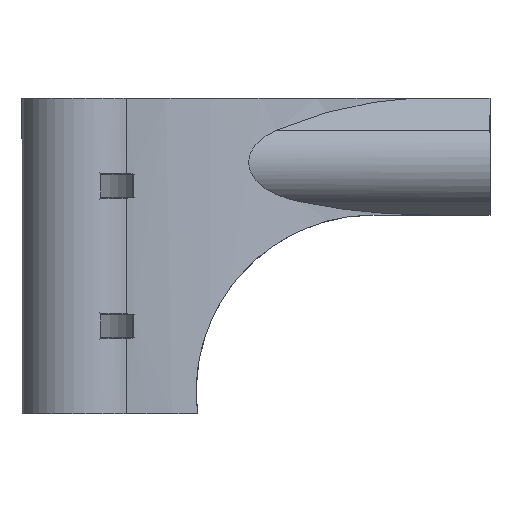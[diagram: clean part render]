
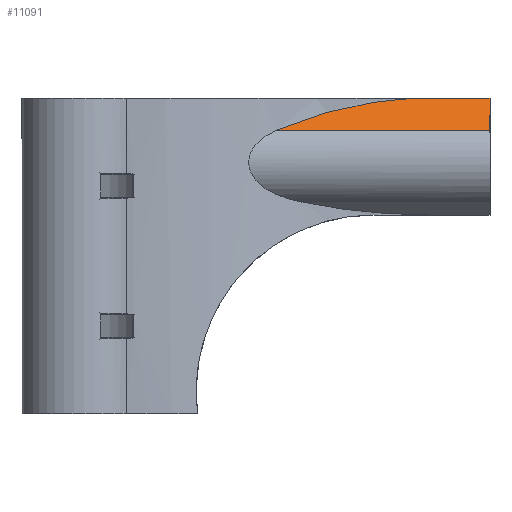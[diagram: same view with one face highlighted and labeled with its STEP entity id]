
A CAD part, left-side view. The second image highlights one B-rep face of the part: STEP entity #11091.
In plain terms, the highlighted planar face has unit normal (-0.707, 0, 0.707).
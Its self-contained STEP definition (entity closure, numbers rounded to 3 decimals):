
#901 = PLANE('',#902);
#902 = AXIS2_PLACEMENT_3D('',#903,#904,#905);
#903 = CARTESIAN_POINT('',(0.,70.,54.));
#904 = DIRECTION('',(0.,0.,1.));
#905 = DIRECTION('',(1.,0.,0.));
#2077 = VERTEX_POINT('',#2078);
#2078 = CARTESIAN_POINT('',(-28.,10.,54.));
#2093 = CYLINDRICAL_SURFACE('',#2094,66.569);
#2094 = AXIS2_PLACEMENT_3D('',#2095,#2096,#2097);
#2095 = CARTESIAN_POINT('',(-94.569,10.,0.));
#2096 = DIRECTION('',(0.,0.,-1.));
#2097 = DIRECTION('',(1.,0.,0.));
#2105 = EDGE_CURVE('',#2106,#2077,#2108,.T.);
#2106 = VERTEX_POINT('',#2107);
#2107 = CARTESIAN_POINT('',(-28.,0.,54.));
#2108 = SURFACE_CURVE('',#2109,(#2113,#2120),.PCURVE_S1.);
#2109 = LINE('',#2110,#2111);
#2110 = CARTESIAN_POINT('',(-28.,0.,54.));
#2111 = VECTOR('',#2112,1.);
#2112 = DIRECTION('',(0.,1.,0.));
#2113 = PCURVE('',#901,#2114);
#2114 = DEFINITIONAL_REPRESENTATION('',(#2115),#2119);
#2115 = LINE('',#2116,#2117);
#2116 = CARTESIAN_POINT('',(-28.,-70.));
#2117 = VECTOR('',#2118,1.);
#2118 = DIRECTION('',(0.,1.));
#2119 = ( GEOMETRIC_REPRESENTATION_CONTEXT(2) 
PARAMETRIC_REPRESENTATION_CONTEXT() REPRESENTATION_CONTEXT('2D SPACE',''
  ) );
#2120 = PCURVE('',#2121,#2126);
#2121 = PLANE('',#2122);
#2122 = AXIS2_PLACEMENT_3D('',#2123,#2124,#2125);
#2123 = CARTESIAN_POINT('',(-33.5,0.,
    48.5));
#2124 = DIRECTION('',(0.707,0.,-0.707));
#2125 = DIRECTION('',(0.707,0.,0.707)
  );
#2126 = DEFINITIONAL_REPRESENTATION('',(#2127),#2131);
#2127 = LINE('',#2128,#2129);
#2128 = CARTESIAN_POINT('',(7.778,0.));
#2129 = VECTOR('',#2130,1.);
#2130 = DIRECTION('',(0.,-1.));
#2131 = ( GEOMETRIC_REPRESENTATION_CONTEXT(2) 
PARAMETRIC_REPRESENTATION_CONTEXT() REPRESENTATION_CONTEXT('2D SPACE',''
  ) );
#8862 = CYLINDRICAL_SURFACE('',#8863,7.778);
#8863 = AXIS2_PLACEMENT_3D('',#8864,#8865,#8866);
#8864 = CARTESIAN_POINT('',(-28.,0.,43.));
#8865 = DIRECTION('',(0.,-1.,0.));
#8866 = DIRECTION('',(1.,0.,0.));
#9422 = VERTEX_POINT('',#9423);
#9423 = CARTESIAN_POINT('',(-33.5,36.495,
    48.5));
#9837 = EDGE_CURVE('',#9422,#2077,#9838,.T.);
#9838 = SURFACE_CURVE('',#9839,(#9844,#9857),.PCURVE_S1.);
#9839 = ELLIPSE('',#9840,94.143,66.569);
#9840 = AXIS2_PLACEMENT_3D('',#9841,#9842,#9843);
#9841 = CARTESIAN_POINT('',(-94.569,10.,-12.569));
#9842 = DIRECTION('',(0.707,0.,-0.707));
#9843 = DIRECTION('',(-0.707,0.,-0.707));
#9844 = PCURVE('',#2093,#9845);
#9845 = DEFINITIONAL_REPRESENTATION('',(#9846),#9856);
#9846 = B_SPLINE_CURVE_WITH_KNOTS('',8,(#9847,#9848,#9849,#9850,#9851,
    #9852,#9853,#9854,#9855),.UNSPECIFIED.,.F.,.F.,(9,9),(2.712,
    3.142),.PIECEWISE_BEZIER_KNOTS.);
#9847 = CARTESIAN_POINT('',(-0.43,-47.95));
#9848 = CARTESIAN_POINT('',(-0.376,-49.439));
#9849 = CARTESIAN_POINT('',(-0.322,-50.729));
#9850 = CARTESIAN_POINT('',(-0.269,-51.812));
#9851 = CARTESIAN_POINT('',(-0.215,-52.685));
#9852 = CARTESIAN_POINT('',(-0.161,-53.342));
#9853 = CARTESIAN_POINT('',(-0.107,-53.781));
#9854 = CARTESIAN_POINT('',(-0.054,-54.));
#9855 = CARTESIAN_POINT('',(0.,-54.));
#9856 = ( GEOMETRIC_REPRESENTATION_CONTEXT(2) 
PARAMETRIC_REPRESENTATION_CONTEXT() REPRESENTATION_CONTEXT('2D SPACE',''
  ) );
#9857 = PCURVE('',#2121,#9858);
#9858 = DEFINITIONAL_REPRESENTATION('',(#9859),#9863);
#9859 = ELLIPSE('',#9860,94.143,66.569);
#9860 = AXIS2_PLACEMENT_2D('',#9861,#9862);
#9861 = CARTESIAN_POINT('',(-86.365,-10.));
#9862 = DIRECTION('',(-1.,0.));
#9863 = ( GEOMETRIC_REPRESENTATION_CONTEXT(2) 
PARAMETRIC_REPRESENTATION_CONTEXT() REPRESENTATION_CONTEXT('2D SPACE',''
  ) );
#11011 = PLANE('',#11012);
#11012 = AXIS2_PLACEMENT_3D('',#11013,#11014,#11015);
#11013 = CARTESIAN_POINT('',(-33.5,0.,
    48.5));
#11014 = DIRECTION('',(0.,-1.,0.));
#11015 = DIRECTION('',(0.,0.,-1.));
#11091 = ADVANCED_FACE('',(#11092),#2121,.F.);
#11092 = FACE_BOUND('',#11093,.F.);
#11093 = EDGE_LOOP('',(#11094,#11117,#11138,#11139));
#11094 = ORIENTED_EDGE('',*,*,#11095,.F.);
#11095 = EDGE_CURVE('',#11096,#2106,#11098,.T.);
#11096 = VERTEX_POINT('',#11097);
#11097 = CARTESIAN_POINT('',(-33.5,0.,
    48.5));
#11098 = SURFACE_CURVE('',#11099,(#11103,#11110),.PCURVE_S1.);
#11099 = LINE('',#11100,#11101);
#11100 = CARTESIAN_POINT('',(-33.5,0.,
    48.5));
#11101 = VECTOR('',#11102,1.);
#11102 = DIRECTION('',(0.707,0.,0.707
    ));
#11103 = PCURVE('',#2121,#11104);
#11104 = DEFINITIONAL_REPRESENTATION('',(#11105),#11109);
#11105 = LINE('',#11106,#11107);
#11106 = CARTESIAN_POINT('',(0.,0.));
#11107 = VECTOR('',#11108,1.);
#11108 = DIRECTION('',(1.,0.));
#11109 = ( GEOMETRIC_REPRESENTATION_CONTEXT(2) 
PARAMETRIC_REPRESENTATION_CONTEXT() REPRESENTATION_CONTEXT('2D SPACE',''
  ) );
#11110 = PCURVE('',#11011,#11111);
#11111 = DEFINITIONAL_REPRESENTATION('',(#11112),#11116);
#11112 = LINE('',#11113,#11114);
#11113 = CARTESIAN_POINT('',(0.,0.));
#11114 = VECTOR('',#11115,1.);
#11115 = DIRECTION('',(-0.707,0.707));
#11116 = ( GEOMETRIC_REPRESENTATION_CONTEXT(2) 
PARAMETRIC_REPRESENTATION_CONTEXT() REPRESENTATION_CONTEXT('2D SPACE',''
  ) );
#11117 = ORIENTED_EDGE('',*,*,#11118,.T.);
#11118 = EDGE_CURVE('',#11096,#9422,#11119,.T.);
#11119 = SURFACE_CURVE('',#11120,(#11124,#11131),.PCURVE_S1.);
#11120 = LINE('',#11121,#11122);
#11121 = CARTESIAN_POINT('',(-33.5,0.,
    48.5));
#11122 = VECTOR('',#11123,1.);
#11123 = DIRECTION('',(0.,1.,0.));
#11124 = PCURVE('',#2121,#11125);
#11125 = DEFINITIONAL_REPRESENTATION('',(#11126),#11130);
#11126 = LINE('',#11127,#11128);
#11127 = CARTESIAN_POINT('',(0.,0.));
#11128 = VECTOR('',#11129,1.);
#11129 = DIRECTION('',(0.,-1.));
#11130 = ( GEOMETRIC_REPRESENTATION_CONTEXT(2) 
PARAMETRIC_REPRESENTATION_CONTEXT() REPRESENTATION_CONTEXT('2D SPACE',''
  ) );
#11131 = PCURVE('',#8862,#11132);
#11132 = DEFINITIONAL_REPRESENTATION('',(#11133),#11137);
#11133 = LINE('',#11134,#11135);
#11134 = CARTESIAN_POINT('',(2.356,0.));
#11135 = VECTOR('',#11136,1.);
#11136 = DIRECTION('',(0.,-1.));
#11137 = ( GEOMETRIC_REPRESENTATION_CONTEXT(2) 
PARAMETRIC_REPRESENTATION_CONTEXT() REPRESENTATION_CONTEXT('2D SPACE',''
  ) );
#11138 = ORIENTED_EDGE('',*,*,#9837,.T.);
#11139 = ORIENTED_EDGE('',*,*,#2105,.F.);
